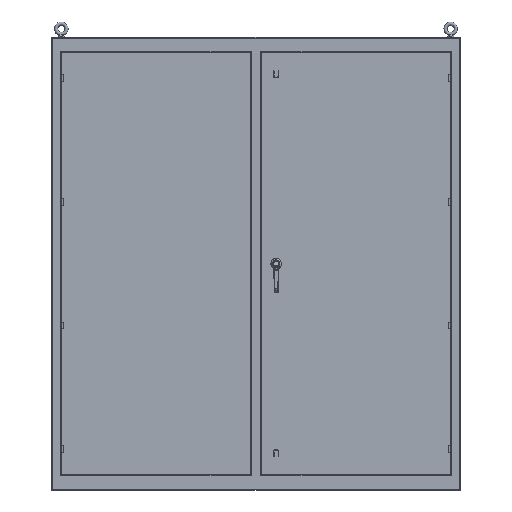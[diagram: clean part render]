
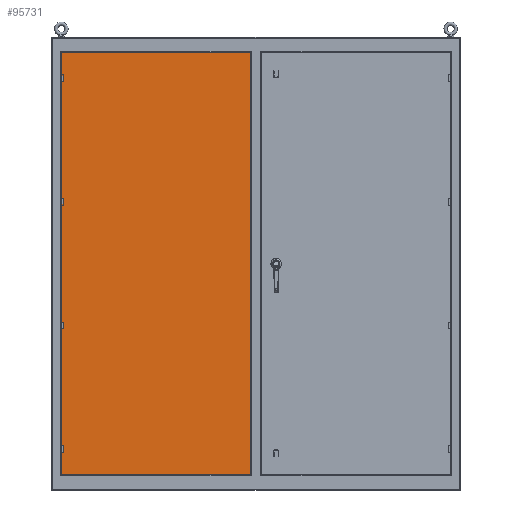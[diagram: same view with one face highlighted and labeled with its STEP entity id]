
A CAD part, top view. The second image highlights one B-rep face of the part: STEP entity #95731.
In plain terms, the highlighted planar face has unit normal (0, 0, 1).
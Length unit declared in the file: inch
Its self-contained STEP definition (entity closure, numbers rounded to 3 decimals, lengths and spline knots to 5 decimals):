
#7764 = CARTESIAN_POINT ( 'NONE',  ( -1.0375, 0., 13.058 ) ) ;
#11025 = EDGE_LOOP ( 'NONE', ( #145854, #29129, #27532, #16581 ) ) ;
#16581 = ORIENTED_EDGE ( 'NONE', *, *, #148345, .F. ) ;
#24913 = CARTESIAN_POINT ( 'NONE',  ( -19.0312, 40.15, 13.058 ) ) ;
#26042 = VERTEX_POINT ( 'NONE', #80452 ) ;
#27532 = ORIENTED_EDGE ( 'NONE', *, *, #187867, .F. ) ;
#29129 = ORIENTED_EDGE ( 'NONE', *, *, #202448, .F. ) ;
#30128 = AXIS2_PLACEMENT_3D ( 'NONE', #45969, #61498, #41662 ) ;
#30469 = VECTOR ( 'NONE', #68538, 39.37008 ) ;
#38710 = LINE ( 'NONE', #7764, #74729 ) ;
#40749 = CARTESIAN_POINT ( 'NONE',  ( -37.0249, 40.15, 13.058 ) ) ;
#41662 = DIRECTION ( 'NONE',  ( -1., 0., 0. ) ) ;
#45969 = CARTESIAN_POINT ( 'NONE',  ( -19.0312, 0., 13.058 ) ) ;
#51936 = LINE ( 'NONE', #98452, #30469 ) ;
#57260 = VECTOR ( 'NONE', #178517, 39.37008 ) ;
#57474 = DIRECTION ( 'NONE',  ( 0., -1., 0. ) ) ;
#61498 = DIRECTION ( 'NONE',  ( 0., 0., -1. ) ) ;
#65465 = CARTESIAN_POINT ( 'NONE',  ( -1.0375, -40.15, 13.058 ) ) ;
#68538 = DIRECTION ( 'NONE',  ( -1., 0., 0. ) ) ;
#74729 = VECTOR ( 'NONE', #57474, 39.37008 ) ;
#80452 = CARTESIAN_POINT ( 'NONE',  ( -1.0375, 40.15, 13.058 ) ) ;
#88790 = EDGE_CURVE ( 'NONE', #26042, #114026, #38710, .T. ) ;
#95731 = ADVANCED_FACE ( 'NONE', ( #210754 ), #162008, .F. ) ;
#98452 = CARTESIAN_POINT ( 'NONE',  ( -19.0312, -40.15, 13.058 ) ) ;
#108896 = LINE ( 'NONE', #24913, #155728 ) ;
#112194 = LINE ( 'NONE', #146390, #57260 ) ;
#114026 = VERTEX_POINT ( 'NONE', #65465 ) ;
#143076 = DIRECTION ( 'NONE',  ( 1., 0., 0. ) ) ;
#145291 = VERTEX_POINT ( 'NONE', #164837 ) ;
#145854 = ORIENTED_EDGE ( 'NONE', *, *, #88790, .F. ) ;
#146390 = CARTESIAN_POINT ( 'NONE',  ( -37.0249, 0., 13.058 ) ) ;
#148345 = EDGE_CURVE ( 'NONE', #114026, #145291, #51936, .T. ) ;
#155728 = VECTOR ( 'NONE', #143076, 39.37008 ) ;
#162008 = PLANE ( 'NONE',  #30128 ) ;
#164837 = CARTESIAN_POINT ( 'NONE',  ( -37.0249, -40.15, 13.058 ) ) ;
#178517 = DIRECTION ( 'NONE',  ( 0., 1., 0. ) ) ;
#187867 = EDGE_CURVE ( 'NONE', #145291, #210849, #112194, .T. ) ;
#202448 = EDGE_CURVE ( 'NONE', #210849, #26042, #108896, .T. ) ;
#210754 = FACE_OUTER_BOUND ( 'NONE', #11025, .T. ) ;
#210849 = VERTEX_POINT ( 'NONE', #40749 ) ;
